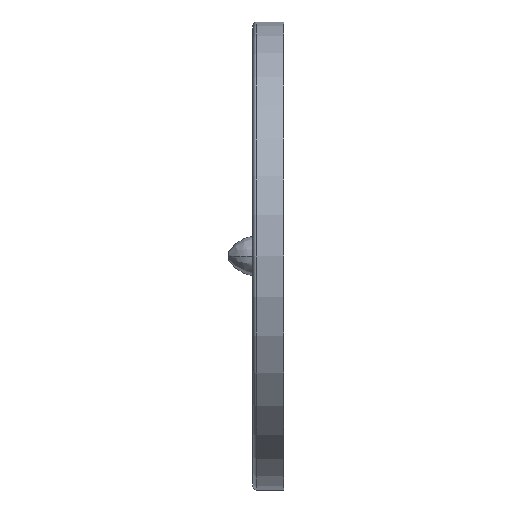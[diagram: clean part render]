
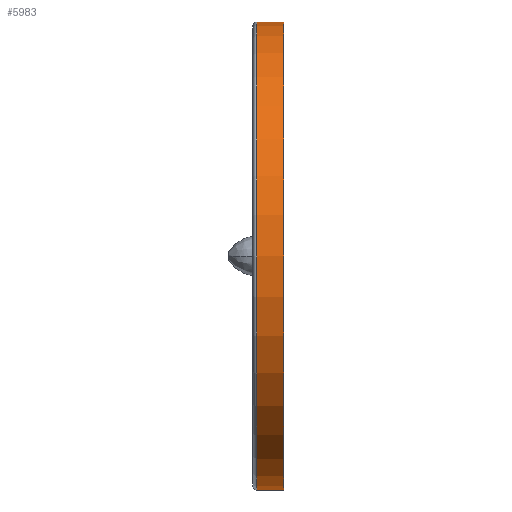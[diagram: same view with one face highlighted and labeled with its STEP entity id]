
A CAD part, left-side view. The second image highlights one B-rep face of the part: STEP entity #5983.
In plain terms, the highlighted cylindrical face has radius 61.6 mm (diameter 123.2 mm), a partial arc.
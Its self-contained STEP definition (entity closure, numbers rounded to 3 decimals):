
#179 = CARTESIAN_POINT ( 'NONE',  ( 0., 8.2, -61.6 ) ) ;
#829 = CIRCLE ( 'NONE', #1724, 61.6 ) ;
#1033 = EDGE_CURVE ( 'NONE', #6329, #2100, #1733, .T. ) ;
#1724 = AXIS2_PLACEMENT_3D ( 'NONE', #2510, #1940, #6813 ) ;
#1733 = LINE ( 'NONE', #179, #4000 ) ;
#1788 = LINE ( 'NONE', #1821, #2570 ) ;
#1821 = CARTESIAN_POINT ( 'NONE',  ( 0., 8.2, 61.6 ) ) ;
#1925 = ORIENTED_EDGE ( 'NONE', *, *, #3315, .T. ) ;
#1940 = DIRECTION ( 'NONE',  ( 0., 1., 0. ) ) ;
#1979 = ORIENTED_EDGE ( 'NONE', *, *, #1033, .T. ) ;
#2005 = CIRCLE ( 'NONE', #3823, 61.6 ) ;
#2084 = CARTESIAN_POINT ( 'NONE',  ( 0., 7.2, -61.6 ) ) ;
#2100 = VERTEX_POINT ( 'NONE', #4959 ) ;
#2510 = CARTESIAN_POINT ( 'NONE',  ( 0., 0., 0. ) ) ;
#2568 = ORIENTED_EDGE ( 'NONE', *, *, #4451, .F. ) ;
#2570 = VECTOR ( 'NONE', #3954, 1000. ) ;
#2711 = DIRECTION ( 'NONE',  ( 0., -1., 0. ) ) ;
#2739 = VERTEX_POINT ( 'NONE', #5843 ) ;
#3279 = DIRECTION ( 'NONE',  ( 0., 0., 1. ) ) ;
#3315 = EDGE_CURVE ( 'NONE', #2100, #6032, #829, .T. ) ;
#3823 = AXIS2_PLACEMENT_3D ( 'NONE', #4344, #2711, #3279 ) ;
#3910 = EDGE_LOOP ( 'NONE', ( #2568, #6696, #1979, #1925 ) ) ;
#3954 = DIRECTION ( 'NONE',  ( 0., -1., 0. ) ) ;
#4000 = VECTOR ( 'NONE', #6152, 1000. ) ;
#4097 = EDGE_CURVE ( 'NONE', #2739, #6329, #2005, .T. ) ;
#4344 = CARTESIAN_POINT ( 'NONE',  ( 0., 7.2, 0. ) ) ;
#4451 = EDGE_CURVE ( 'NONE', #2739, #6032, #1788, .T. ) ;
#4638 = DIRECTION ( 'NONE',  ( 0., -1., 0. ) ) ;
#4959 = CARTESIAN_POINT ( 'NONE',  ( 0., 0., -61.6 ) ) ;
#5108 = FACE_OUTER_BOUND ( 'NONE', #3910, .T. ) ;
#5175 = CARTESIAN_POINT ( 'NONE',  ( 0., 8.2, 0. ) ) ;
#5272 = AXIS2_PLACEMENT_3D ( 'NONE', #5175, #4638, #5642 ) ;
#5543 = CARTESIAN_POINT ( 'NONE',  ( 0., 0., 61.6 ) ) ;
#5642 = DIRECTION ( 'NONE',  ( 0., 0., -1. ) ) ;
#5781 = CYLINDRICAL_SURFACE ( 'NONE', #5272, 61.6 ) ;
#5843 = CARTESIAN_POINT ( 'NONE',  ( 0., 7.2, 61.6 ) ) ;
#5983 = ADVANCED_FACE ( 'NONE', ( #5108 ), #5781, .T. ) ;
#6032 = VERTEX_POINT ( 'NONE', #5543 ) ;
#6152 = DIRECTION ( 'NONE',  ( 0., -1., 0. ) ) ;
#6329 = VERTEX_POINT ( 'NONE', #2084 ) ;
#6696 = ORIENTED_EDGE ( 'NONE', *, *, #4097, .T. ) ;
#6813 = DIRECTION ( 'NONE',  ( 0., 0., 1. ) ) ;
